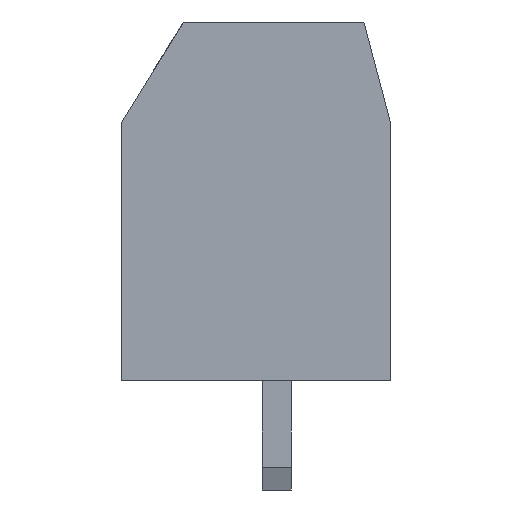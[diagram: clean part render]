
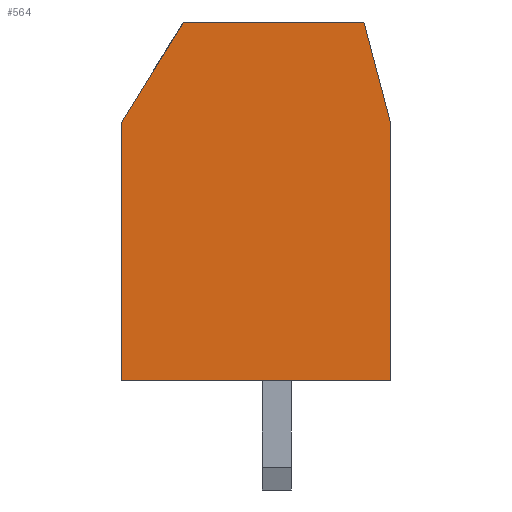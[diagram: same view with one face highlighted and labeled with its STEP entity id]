
A CAD part, left-side view. The second image highlights one B-rep face of the part: STEP entity #564.
In plain terms, the highlighted planar face has unit normal (-1, 0, 0).
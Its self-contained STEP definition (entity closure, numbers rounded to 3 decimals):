
#275 = VERTEX_POINT('',#276);
#276 = CARTESIAN_POINT('',(-5.08,2.6,10.));
#282 = EDGE_CURVE('',#275,#283,#285,.T.);
#283 = VERTEX_POINT('',#284);
#284 = CARTESIAN_POINT('',(-5.08,-2.43,10.));
#285 = LINE('',#286,#287);
#286 = CARTESIAN_POINT('',(-5.08,4.33,10.));
#287 = VECTOR('',#288,1.);
#288 = DIRECTION('',(0.,-1.,0.));
#524 = EDGE_CURVE('',#525,#275,#527,.T.);
#525 = VERTEX_POINT('',#526);
#526 = CARTESIAN_POINT('',(-5.08,4.33,7.2));
#527 = LINE('',#528,#529);
#528 = CARTESIAN_POINT('',(-5.08,4.33,7.2));
#529 = VECTOR('',#530,1.);
#530 = DIRECTION('',(0.,-0.526,0.851));
#564 = ADVANCED_FACE('',(#565),#599,.F.);
#565 = FACE_BOUND('',#566,.T.);
#566 = EDGE_LOOP('',(#567,#575,#576,#577,#585,#593));
#567 = ORIENTED_EDGE('',*,*,#568,.F.);
#568 = EDGE_CURVE('',#283,#569,#571,.T.);
#569 = VERTEX_POINT('',#570);
#570 = CARTESIAN_POINT('',(-5.08,-3.17,7.2));
#571 = LINE('',#572,#573);
#572 = CARTESIAN_POINT('',(-5.08,-2.43,10.));
#573 = VECTOR('',#574,1.);
#574 = DIRECTION('',(0.,-0.256,-0.967));
#575 = ORIENTED_EDGE('',*,*,#282,.F.);
#576 = ORIENTED_EDGE('',*,*,#524,.F.);
#577 = ORIENTED_EDGE('',*,*,#578,.T.);
#578 = EDGE_CURVE('',#525,#579,#581,.T.);
#579 = VERTEX_POINT('',#580);
#580 = CARTESIAN_POINT('',(-5.08,4.33,0.));
#581 = LINE('',#582,#583);
#582 = CARTESIAN_POINT('',(-5.08,4.33,10.));
#583 = VECTOR('',#584,1.);
#584 = DIRECTION('',(0.,0.,-1.));
#585 = ORIENTED_EDGE('',*,*,#586,.F.);
#586 = EDGE_CURVE('',#587,#579,#589,.T.);
#587 = VERTEX_POINT('',#588);
#588 = CARTESIAN_POINT('',(-5.08,-3.17,0.));
#589 = LINE('',#590,#591);
#590 = CARTESIAN_POINT('',(-5.08,4.33,0.));
#591 = VECTOR('',#592,1.);
#592 = DIRECTION('',(0.,1.,0.));
#593 = ORIENTED_EDGE('',*,*,#594,.F.);
#594 = EDGE_CURVE('',#569,#587,#595,.T.);
#595 = LINE('',#596,#597);
#596 = CARTESIAN_POINT('',(-5.08,-3.17,10.));
#597 = VECTOR('',#598,1.);
#598 = DIRECTION('',(0.,0.,-1.));
#599 = PLANE('',#600);
#600 = AXIS2_PLACEMENT_3D('',#601,#602,#603);
#601 = CARTESIAN_POINT('',(-5.08,4.33,10.));
#602 = DIRECTION('',(1.,0.,0.));
#603 = DIRECTION('',(0.,0.,-1.));
